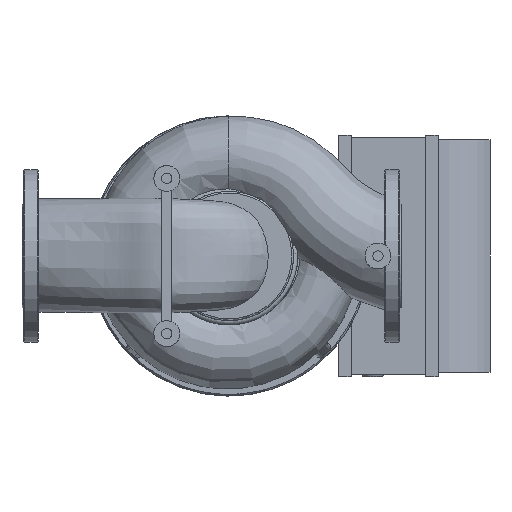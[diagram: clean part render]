
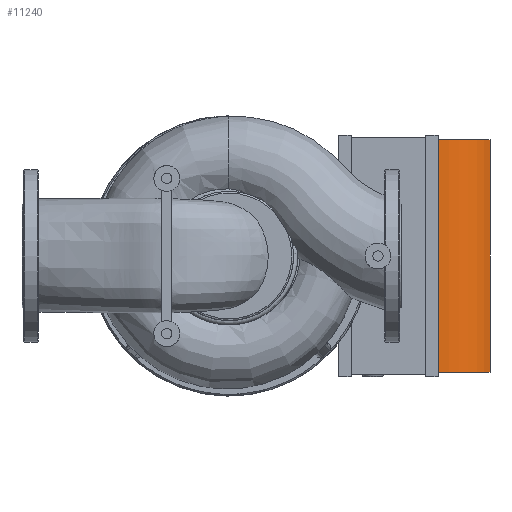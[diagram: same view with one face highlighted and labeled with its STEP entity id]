
A CAD part, front view. The second image highlights one B-rep face of the part: STEP entity #11240.
In plain terms, the highlighted cylindrical face has radius 70 mm (diameter 140 mm), a partial arc.
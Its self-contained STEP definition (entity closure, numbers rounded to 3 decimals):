
#1050=LINE($,#26171,#1991);
#1051=LINE($,#26175,#1992);
#1991=VECTOR($,#15435,270.);
#1992=VECTOR($,#15440,270.);
#3317=FACE_OUTER_BOUND($,#4126,.T.);
#4126=EDGE_LOOP($,(#10145,#10146,#10147,#10148));
#4707=CIRCLE($,#12411,70.);
#4710=CIRCLE($,#12416,70.);
#5649=VERTEX_POINT($,#26163);
#5650=VERTEX_POINT($,#26164);
#5651=VERTEX_POINT($,#26169);
#5652=VERTEX_POINT($,#26173);
#7168=EDGE_CURVE($,#5649,#5650,#4707,.T.);
#7172=EDGE_CURVE($,#5650,#5651,#1050,.T.);
#7173=EDGE_CURVE($,#5651,#5652,#4710,.T.);
#7174=EDGE_CURVE($,#5649,#5652,#1051,.T.);
#10145=ORIENTED_EDGE($,*,*,#7173,.T.);
#10146=ORIENTED_EDGE($,*,*,#7174,.F.);
#10147=ORIENTED_EDGE($,*,*,#7168,.T.);
#10148=ORIENTED_EDGE($,*,*,#7172,.T.);
#10648=CYLINDRICAL_SURFACE($,#12415,70.);
#11240=ADVANCED_FACE($,(#3317),#10648,.T.);
#12411=AXIS2_PLACEMENT_3D($,#26165,#15426,#15427);
#12415=AXIS2_PLACEMENT_3D($,#26172,#15436,#15437);
#12416=AXIS2_PLACEMENT_3D($,#26174,#15438,#15439);
#15426=DIRECTION('center_axis',(0.,0.,1.));
#15427=DIRECTION('ref_axis',(0.,-1.,0.));
#15435=DIRECTION($,(0.,0.,1.));
#15436=DIRECTION('center_axis',(0.,0.,1.));
#15437=DIRECTION('ref_axis',(0.,-1.,0.));
#15438=DIRECTION('center_axis',(0.,0.,-1.));
#15439=DIRECTION('ref_axis',(0.,-1.,0.));
#15440=DIRECTION($,(0.,0.,1.));
#26163=CARTESIAN_POINT('',(483.,297.,-135.));
#26164=CARTESIAN_POINT('',(543.,330.944,-135.));
#26165=CARTESIAN_POINT('Origin',(483.,367.,-135.));
#26169=CARTESIAN_POINT('',(543.,330.944,135.));
#26171=CARTESIAN_POINT($,(543.,330.944,0.));
#26172=CARTESIAN_POINT('Origin',(483.,367.,0.));
#26173=CARTESIAN_POINT('',(483.,297.,135.));
#26174=CARTESIAN_POINT('Origin',(483.,367.,135.));
#26175=CARTESIAN_POINT($,(483.,297.,0.));
